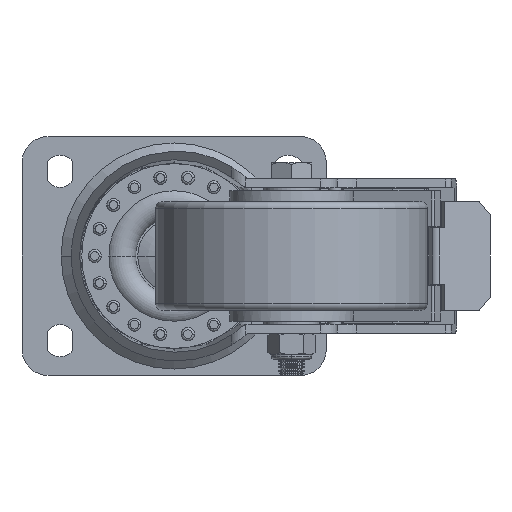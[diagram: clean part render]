
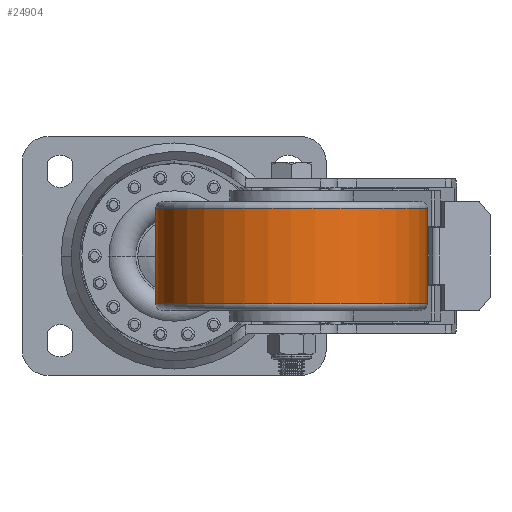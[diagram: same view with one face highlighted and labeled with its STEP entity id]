
A CAD part, front view. The second image highlights one B-rep face of the part: STEP entity #24904.
In plain terms, the highlighted cylindrical face has radius 62.5 mm (diameter 125 mm), a partial arc.
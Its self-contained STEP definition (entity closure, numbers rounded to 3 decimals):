
#537 = VERTEX_POINT ( 'NONE', #5013 ) ;
#1364 = CARTESIAN_POINT ( 'NONE',  ( 54., -205., 80. ) ) ;
#3702 = AXIS2_PLACEMENT_3D ( 'NONE', #18935, #7573, #7311 ) ;
#3853 = EDGE_CURVE ( 'NONE', #22516, #19025, #20467, .T. ) ;
#4174 = ORIENTED_EDGE ( 'NONE', *, *, #23479, .F. ) ;
#4549 = DIRECTION ( 'NONE',  ( 0., 0., 1. ) ) ;
#5013 = CARTESIAN_POINT ( 'NONE',  ( 116.5, -205., 52. ) ) ;
#5278 = ORIENTED_EDGE ( 'NONE', *, *, #6884, .F. ) ;
#5439 = VERTEX_POINT ( 'NONE', #18021 ) ;
#5723 = DIRECTION ( 'NONE',  ( 1., 0., 0. ) ) ;
#6385 = ORIENTED_EDGE ( 'NONE', *, *, #14694, .T. ) ;
#6447 = VECTOR ( 'NONE', #9624, 1000. ) ;
#6477 = CARTESIAN_POINT ( 'NONE',  ( 116.5, -205., 8. ) ) ;
#6884 = EDGE_CURVE ( 'NONE', #5439, #537, #14598, .T. ) ;
#7311 = DIRECTION ( 'NONE',  ( 1., 0., 0. ) ) ;
#7342 = CARTESIAN_POINT ( 'NONE',  ( -8.5, -205., 80. ) ) ;
#7573 = DIRECTION ( 'NONE',  ( 0., 0., 1. ) ) ;
#9525 = CARTESIAN_POINT ( 'NONE',  ( 54., -205., 8. ) ) ;
#9624 = DIRECTION ( 'NONE',  ( 0., 0., 1. ) ) ;
#10261 = LINE ( 'NONE', #19723, #11175 ) ;
#11175 = VECTOR ( 'NONE', #4549, 1000. ) ;
#14598 = CIRCLE ( 'NONE', #3702, 62.5 ) ;
#14694 = EDGE_CURVE ( 'NONE', #19025, #537, #10261, .T. ) ;
#15758 = AXIS2_PLACEMENT_3D ( 'NONE', #1364, #24775, #24517 ) ;
#16350 = CYLINDRICAL_SURFACE ( 'NONE', #15758, 62.5 ) ;
#18021 = CARTESIAN_POINT ( 'NONE',  ( -8.5, -205., 52. ) ) ;
#18935 = CARTESIAN_POINT ( 'NONE',  ( 54., -205., 52. ) ) ;
#19025 = VERTEX_POINT ( 'NONE', #6477 ) ;
#19218 = LINE ( 'NONE', #7342, #6447 ) ;
#19650 = AXIS2_PLACEMENT_3D ( 'NONE', #9525, #23027, #5723 ) ;
#19723 = CARTESIAN_POINT ( 'NONE',  ( 116.5, -205., 80. ) ) ;
#20467 = CIRCLE ( 'NONE', #19650, 62.5 ) ;
#20875 = ORIENTED_EDGE ( 'NONE', *, *, #3853, .T. ) ;
#22516 = VERTEX_POINT ( 'NONE', #23789 ) ;
#22620 = FACE_OUTER_BOUND ( 'NONE', #25053, .T. ) ;
#23027 = DIRECTION ( 'NONE',  ( 0., 0., 1. ) ) ;
#23479 = EDGE_CURVE ( 'NONE', #22516, #5439, #19218, .T. ) ;
#23789 = CARTESIAN_POINT ( 'NONE',  ( -8.5, -205., 8. ) ) ;
#24517 = DIRECTION ( 'NONE',  ( 1., 0., 0. ) ) ;
#24775 = DIRECTION ( 'NONE',  ( 0., 0., 1. ) ) ;
#24904 = ADVANCED_FACE ( 'NONE', ( #22620 ), #16350, .T. ) ;
#25053 = EDGE_LOOP ( 'NONE', ( #4174, #20875, #6385, #5278 ) ) ;
